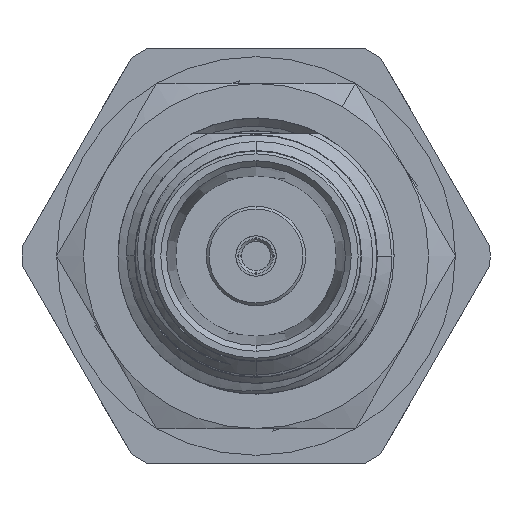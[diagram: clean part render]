
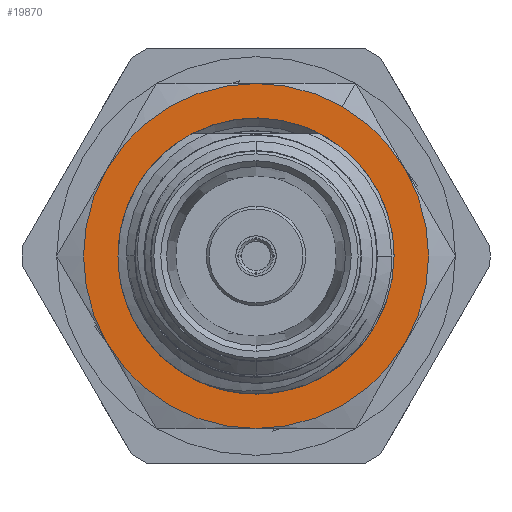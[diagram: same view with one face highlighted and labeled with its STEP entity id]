
A CAD part, left-side view. The second image highlights one B-rep face of the part: STEP entity #19870.
In plain terms, the highlighted planar face has unit normal (-1, 0, 0).
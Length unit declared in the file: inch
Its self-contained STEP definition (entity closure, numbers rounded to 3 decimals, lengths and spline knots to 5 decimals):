
#17 = CARTESIAN_POINT ( 'NONE',  ( 0.4995, 0., -0.3125 ) ) ;
#459 = ORIENTED_EDGE ( 'NONE', *, *, #20631, .T. ) ;
#947 = DIRECTION ( 'NONE',  ( 0., -0.5, 0.866 ) ) ;
#1072 = VERTEX_POINT ( 'NONE', #10321 ) ;
#1584 = AXIS2_PLACEMENT_3D ( 'NONE', #11187, #14855, #3771 ) ;
#2115 = ORIENTED_EDGE ( 'NONE', *, *, #2718, .T. ) ;
#2718 = EDGE_CURVE ( 'NONE', #3137, #21230, #19535, .T. ) ;
#2854 = EDGE_LOOP ( 'NONE', ( #459, #9543, #12335, #18634, #7498, #2115, #18551 ) ) ;
#3008 = CARTESIAN_POINT ( 'NONE',  ( 0.4995, 0., 0. ) ) ;
#3137 = VERTEX_POINT ( 'NONE', #17 ) ;
#3227 = VERTEX_POINT ( 'NONE', #7524 ) ;
#3771 = DIRECTION ( 'NONE',  ( 0., -0.5, 0.866 ) ) ;
#3865 = EDGE_CURVE ( 'NONE', #21230, #10704, #8812, .T. ) ;
#4283 = CARTESIAN_POINT ( 'NONE',  ( 0.4995, 0., 0. ) ) ;
#4541 = CARTESIAN_POINT ( 'NONE',  ( 0.4995, -0.15625, 0.27063 ) ) ;
#4695 = CIRCLE ( 'NONE', #24153, 0.25 ) ;
#4723 = PLANE ( 'NONE',  #14713 ) ;
#4962 = CARTESIAN_POINT ( 'NONE',  ( 0.4995, 0., 0. ) ) ;
#5040 = DIRECTION ( 'NONE',  ( 0., -0.5, 0.866 ) ) ;
#5353 = EDGE_CURVE ( 'NONE', #6320, #19238, #17001, .T. ) ;
#6075 = CARTESIAN_POINT ( 'NONE',  ( 0.4995, 0., 0. ) ) ;
#6320 = VERTEX_POINT ( 'NONE', #4541 ) ;
#6512 = EDGE_CURVE ( 'NONE', #10150, #1072, #4695, .T. ) ;
#6819 = CARTESIAN_POINT ( 'NONE',  ( 0.4995, -0.27063, -0.15625 ) ) ;
#7056 = CIRCLE ( 'NONE', #10958, 0.3125 ) ;
#7235 = CARTESIAN_POINT ( 'NONE',  ( 0.4995, 0., 0.3125 ) ) ;
#7473 = ORIENTED_EDGE ( 'NONE', *, *, #21503, .F. ) ;
#7498 = ORIENTED_EDGE ( 'NONE', *, *, #13147, .T. ) ;
#7524 = CARTESIAN_POINT ( 'NONE',  ( 0.4995, 0.27063, 0.15625 ) ) ;
#8294 = ORIENTED_EDGE ( 'NONE', *, *, #6512, .F. ) ;
#8340 = CARTESIAN_POINT ( 'NONE',  ( 0.4995, 0., 0. ) ) ;
#8782 = AXIS2_PLACEMENT_3D ( 'NONE', #4283, #17202, #9986 ) ;
#8812 = CIRCLE ( 'NONE', #23199, 0.3125 ) ;
#9543 = ORIENTED_EDGE ( 'NONE', *, *, #5353, .T. ) ;
#9986 = DIRECTION ( 'NONE',  ( 0., -0.5, 0.866 ) ) ;
#10150 = VERTEX_POINT ( 'NONE', #11190 ) ;
#10321 = CARTESIAN_POINT ( 'NONE',  ( 0.4995, -0.21894, -0.12069 ) ) ;
#10704 = VERTEX_POINT ( 'NONE', #10844 ) ;
#10844 = CARTESIAN_POINT ( 'NONE',  ( 0.4995, -0.27063, 0.15625 ) ) ;
#10958 = AXIS2_PLACEMENT_3D ( 'NONE', #8340, #19610, #11964 ) ;
#11187 = CARTESIAN_POINT ( 'NONE',  ( 0.4995, 0., 0. ) ) ;
#11190 = CARTESIAN_POINT ( 'NONE',  ( 0.4995, -0.06947, -0.24015 ) ) ;
#11357 = DIRECTION ( 'NONE',  ( -1., 0., 0. ) ) ;
#11474 = CIRCLE ( 'NONE', #8782, 0.3125 ) ;
#11964 = DIRECTION ( 'NONE',  ( 0., -0.5, 0.866 ) ) ;
#12335 = ORIENTED_EDGE ( 'NONE', *, *, #24104, .T. ) ;
#12539 = DIRECTION ( 'NONE',  ( -1., 0., 0. ) ) ;
#12965 = EDGE_CURVE ( 'NONE', #3227, #21843, #11474, .T. ) ;
#13147 = EDGE_CURVE ( 'NONE', #21843, #3137, #7056, .T. ) ;
#13945 = CIRCLE ( 'NONE', #14427, 0.3125 ) ;
#14092 = DIRECTION ( 'NONE',  ( 0., -0.5, 0.866 ) ) ;
#14238 = DIRECTION ( 'NONE',  ( 0., -0.5, 0.866 ) ) ;
#14323 = CARTESIAN_POINT ( 'NONE',  ( 0.4995, 0., 0. ) ) ;
#14427 = AXIS2_PLACEMENT_3D ( 'NONE', #6075, #18991, #15145 ) ;
#14713 = AXIS2_PLACEMENT_3D ( 'NONE', #3008, #23562, #947 ) ;
#14855 = DIRECTION ( 'NONE',  ( -1., 0., 0. ) ) ;
#15100 = CARTESIAN_POINT ( 'NONE',  ( 0.4995, 0., 0. ) ) ;
#15145 = DIRECTION ( 'NONE',  ( 0., -0.5, 0.866 ) ) ;
#15190 = DIRECTION ( 'NONE',  ( 0., -0.5, 0.866 ) ) ;
#15679 = EDGE_LOOP ( 'NONE', ( #7473, #8294 ) ) ;
#15703 = AXIS2_PLACEMENT_3D ( 'NONE', #4962, #12539, #14238 ) ;
#16625 = FACE_BOUND ( 'NONE', #15679, .T. ) ;
#16894 = CIRCLE ( 'NONE', #1584, 0.25 ) ;
#17001 = CIRCLE ( 'NONE', #21815, 0.3125 ) ;
#17202 = DIRECTION ( 'NONE',  ( -1., 0., 0. ) ) ;
#17211 = CIRCLE ( 'NONE', #20198, 0.3125 ) ;
#17567 = CARTESIAN_POINT ( 'NONE',  ( 0.4995, 0., 0. ) ) ;
#18454 = DIRECTION ( 'NONE',  ( 0., -0.5, 0.866 ) ) ;
#18551 = ORIENTED_EDGE ( 'NONE', *, *, #3865, .T. ) ;
#18634 = ORIENTED_EDGE ( 'NONE', *, *, #12965, .T. ) ;
#18991 = DIRECTION ( 'NONE',  ( -1., 0., 0. ) ) ;
#19238 = VERTEX_POINT ( 'NONE', #7235 ) ;
#19535 = CIRCLE ( 'NONE', #15703, 0.3125 ) ;
#19610 = DIRECTION ( 'NONE',  ( -1., 0., 0. ) ) ;
#19834 = FACE_OUTER_BOUND ( 'NONE', #2854, .T. ) ;
#19870 = ADVANCED_FACE ( 'NONE', ( #16625, #19834 ), #4723, .T. ) ;
#20198 = AXIS2_PLACEMENT_3D ( 'NONE', #17567, #21319, #14092 ) ;
#20315 = DIRECTION ( 'NONE',  ( -1., 0., 0. ) ) ;
#20631 = EDGE_CURVE ( 'NONE', #10704, #6320, #17211, .T. ) ;
#21230 = VERTEX_POINT ( 'NONE', #6819 ) ;
#21319 = DIRECTION ( 'NONE',  ( -1., 0., 0. ) ) ;
#21476 = CARTESIAN_POINT ( 'NONE',  ( 0.4995, 0.27063, -0.15625 ) ) ;
#21503 = EDGE_CURVE ( 'NONE', #1072, #10150, #16894, .T. ) ;
#21815 = AXIS2_PLACEMENT_3D ( 'NONE', #15100, #11357, #15190 ) ;
#21843 = VERTEX_POINT ( 'NONE', #21476 ) ;
#21847 = DIRECTION ( 'NONE',  ( -1., 0., 0. ) ) ;
#23199 = AXIS2_PLACEMENT_3D ( 'NONE', #24144, #20315, #18454 ) ;
#23562 = DIRECTION ( 'NONE',  ( -1., 0., 0. ) ) ;
#24104 = EDGE_CURVE ( 'NONE', #19238, #3227, #13945, .T. ) ;
#24144 = CARTESIAN_POINT ( 'NONE',  ( 0.4995, 0., 0. ) ) ;
#24153 = AXIS2_PLACEMENT_3D ( 'NONE', #14323, #21847, #5040 ) ;
